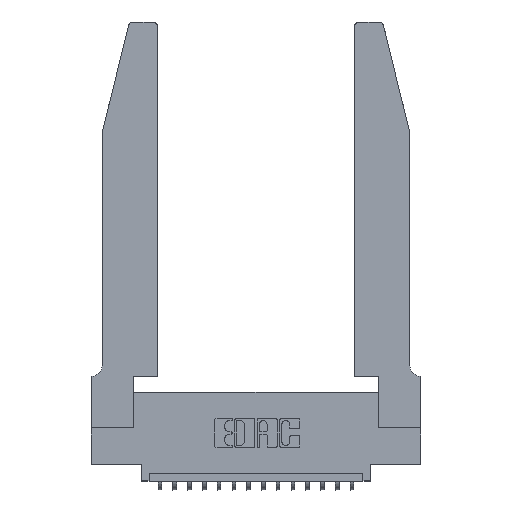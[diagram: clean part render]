
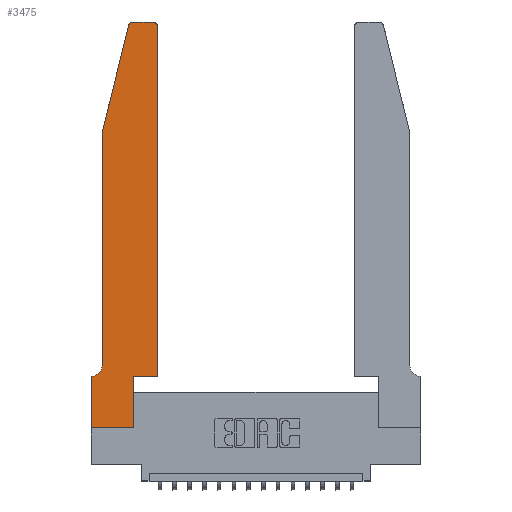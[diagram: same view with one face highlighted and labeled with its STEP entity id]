
A CAD part, top view. The second image highlights one B-rep face of the part: STEP entity #3475.
In plain terms, the highlighted planar face has unit normal (0, 0, 1).
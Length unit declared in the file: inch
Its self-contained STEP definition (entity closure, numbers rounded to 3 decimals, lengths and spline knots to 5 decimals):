
#115 = VERTEX_POINT ( 'NONE', #6793 ) ;
#191 = EDGE_CURVE ( 'NONE', #115, #15087, #15300, .T. ) ;
#307 = PLANE ( 'NONE',  #14133 ) ;
#436 = CARTESIAN_POINT ( 'NONE',  ( 0.4205, 2.72, 0.37 ) ) ;
#517 = ORIENTED_EDGE ( 'NONE', *, *, #191, .T. ) ;
#643 = CARTESIAN_POINT ( 'NONE',  ( 0.0755, 0.35, 0.37 ) ) ;
#805 = EDGE_CURVE ( 'NONE', #15087, #14566, #4135, .T. ) ;
#810 = CARTESIAN_POINT ( 'NONE',  ( 0.0755, 0.42, 0.37 ) ) ;
#1105 = VECTOR ( 'NONE', #7891, 39.37008 ) ;
#1317 = EDGE_CURVE ( 'NONE', #7350, #10872, #2744, .T. ) ;
#1596 = CARTESIAN_POINT ( 'NONE',  ( 0.25487, 2.72718, 0.37 ) ) ;
#1644 = ORIENTED_EDGE ( 'NONE', *, *, #17789, .T. ) ;
#1941 = EDGE_CURVE ( 'NONE', #14566, #18661, #17091, .T. ) ;
#2304 = AXIS2_PLACEMENT_3D ( 'NONE', #13729, #17856, #7888 ) ;
#2501 = CARTESIAN_POINT ( 'NONE',  ( 0.4505, 0.35, 0.37 ) ) ;
#2744 = CIRCLE ( 'NONE', #2304, 0.03 ) ;
#2825 = LINE ( 'NONE', #2501, #5149 ) ;
#2850 = ORIENTED_EDGE ( 'NONE', *, *, #4179, .T. ) ;
#2968 = LINE ( 'NONE', #8979, #1105 ) ;
#3275 = VERTEX_POINT ( 'NONE', #16644 ) ;
#3475 = ADVANCED_FACE ( 'NONE', ( #16781 ), #307, .T. ) ;
#3566 = CARTESIAN_POINT ( 'NONE',  ( 0.4505, 0.35, 0.37 ) ) ;
#4135 = CIRCLE ( 'NONE', #18357, 0.07 ) ;
#4179 = EDGE_CURVE ( 'NONE', #18699, #16018, #14458, .T. ) ;
#4321 = CARTESIAN_POINT ( 'NONE',  ( 0., 0., 0.37 ) ) ;
#4877 = CARTESIAN_POINT ( 'NONE',  ( 0., 0., 0.37 ) ) ;
#5149 = VECTOR ( 'NONE', #14577, 39.37008 ) ;
#5230 = LINE ( 'NONE', #3566, #10108 ) ;
#5252 = EDGE_LOOP ( 'NONE', ( #19179, #8455, #5427, #517, #12365, #18176, #16338, #1644, #2850, #13885, #10672, #14125 ) ) ;
#5427 = ORIENTED_EDGE ( 'NONE', *, *, #10179, .T. ) ;
#5660 = CARTESIAN_POINT ( 'NONE',  ( 0.2865, 0.35, 0.37 ) ) ;
#5703 = LINE ( 'NONE', #4877, #17109 ) ;
#5762 = DIRECTION ( 'NONE',  ( 0., -1., 0. ) ) ;
#5965 = CARTESIAN_POINT ( 'NONE',  ( 0., 0., 0.37 ) ) ;
#6079 = VERTEX_POINT ( 'NONE', #4321 ) ;
#6793 = CARTESIAN_POINT ( 'NONE',  ( 0.0755, 2., 0.37 ) ) ;
#7122 = DIRECTION ( 'NONE',  ( 0., 1., 0. ) ) ;
#7350 = VERTEX_POINT ( 'NONE', #10893 ) ;
#7365 = VECTOR ( 'NONE', #7546, 39.37008 ) ;
#7470 = VERTEX_POINT ( 'NONE', #13815 ) ;
#7513 = DIRECTION ( 'NONE',  ( 0., 0., 1. ) ) ;
#7546 = DIRECTION ( 'NONE',  ( 1., 0., 0. ) ) ;
#7655 = DIRECTION ( 'NONE',  ( 0., 0., 1. ) ) ;
#7718 = EDGE_CURVE ( 'NONE', #10925, #3275, #10134, .T. ) ;
#7768 = EDGE_CURVE ( 'NONE', #7470, #10925, #5230, .T. ) ;
#7784 = DIRECTION ( 'NONE',  ( 1., 0., 0. ) ) ;
#7888 = DIRECTION ( 'NONE',  ( 1., 0., 0. ) ) ;
#7891 = DIRECTION ( 'NONE',  ( -1., 0., 0. ) ) ;
#7910 = DIRECTION ( 'NONE',  ( 0., -1., 0. ) ) ;
#7946 = AXIS2_PLACEMENT_3D ( 'NONE', #436, #7655, #7784 ) ;
#8455 = ORIENTED_EDGE ( 'NONE', *, *, #1317, .T. ) ;
#8604 = CARTESIAN_POINT ( 'NONE',  ( 0.0755, 2., 0.37 ) ) ;
#8979 = CARTESIAN_POINT ( 'NONE',  ( 0.2605, 2.75, 0.37 ) ) ;
#8982 = LINE ( 'NONE', #5965, #7365 ) ;
#9052 = DIRECTION ( 'NONE',  ( -1., 0., 0. ) ) ;
#9162 = EDGE_CURVE ( 'NONE', #18661, #6079, #5703, .T. ) ;
#9361 = LINE ( 'NONE', #8604, #12641 ) ;
#10108 = VECTOR ( 'NONE', #18535, 39.37008 ) ;
#10134 = CIRCLE ( 'NONE', #7946, 0.03 ) ;
#10179 = EDGE_CURVE ( 'NONE', #10872, #115, #9361, .T. ) ;
#10519 = DIRECTION ( 'NONE',  ( 1., 0., 0. ) ) ;
#10672 = ORIENTED_EDGE ( 'NONE', *, *, #7768, .T. ) ;
#10872 = VERTEX_POINT ( 'NONE', #1596 ) ;
#10893 = CARTESIAN_POINT ( 'NONE',  ( 0.284, 2.75, 0.37 ) ) ;
#10900 = DIRECTION ( 'NONE',  ( -1., 0., 0. ) ) ;
#10925 = VERTEX_POINT ( 'NONE', #18094 ) ;
#11249 = CARTESIAN_POINT ( 'NONE',  ( 0.2865, 0., 0.37 ) ) ;
#11664 = CARTESIAN_POINT ( 'NONE',  ( 0.0055, 0.42, 0.37 ) ) ;
#11951 = EDGE_CURVE ( 'NONE', #16018, #7470, #2825, .T. ) ;
#12092 = VECTOR ( 'NONE', #7122, 39.37008 ) ;
#12365 = ORIENTED_EDGE ( 'NONE', *, *, #805, .T. ) ;
#12641 = VECTOR ( 'NONE', #13852, 39.37008 ) ;
#13729 = CARTESIAN_POINT ( 'NONE',  ( 0.284, 2.72, 0.37 ) ) ;
#13815 = CARTESIAN_POINT ( 'NONE',  ( 0.4505, 0.35, 0.37 ) ) ;
#13852 = DIRECTION ( 'NONE',  ( -0.239, -0.971, 0. ) ) ;
#13885 = ORIENTED_EDGE ( 'NONE', *, *, #11951, .T. ) ;
#14125 = ORIENTED_EDGE ( 'NONE', *, *, #7718, .T. ) ;
#14133 = AXIS2_PLACEMENT_3D ( 'NONE', #15094, #7513, #10519 ) ;
#14458 = LINE ( 'NONE', #19123, #12092 ) ;
#14566 = VERTEX_POINT ( 'NONE', #18470 ) ;
#14577 = DIRECTION ( 'NONE',  ( 1., 0., 0. ) ) ;
#14683 = DIRECTION ( 'NONE',  ( 0., 0., -1. ) ) ;
#15087 = VERTEX_POINT ( 'NONE', #810 ) ;
#15094 = CARTESIAN_POINT ( 'NONE',  ( 0., 0.35, 0.37 ) ) ;
#15300 = LINE ( 'NONE', #16109, #15762 ) ;
#15762 = VECTOR ( 'NONE', #5762, 39.37008 ) ;
#16018 = VERTEX_POINT ( 'NONE', #5660 ) ;
#16109 = CARTESIAN_POINT ( 'NONE',  ( 0.0755, 2., 0.37 ) ) ;
#16157 = VECTOR ( 'NONE', #10900, 39.37008 ) ;
#16338 = ORIENTED_EDGE ( 'NONE', *, *, #9162, .T. ) ;
#16644 = CARTESIAN_POINT ( 'NONE',  ( 0.4205, 2.75, 0.37 ) ) ;
#16781 = FACE_OUTER_BOUND ( 'NONE', #5252, .T. ) ;
#17091 = LINE ( 'NONE', #643, #16157 ) ;
#17109 = VECTOR ( 'NONE', #7910, 39.37008 ) ;
#17789 = EDGE_CURVE ( 'NONE', #6079, #18699, #8982, .T. ) ;
#17856 = DIRECTION ( 'NONE',  ( 0., 0., 1. ) ) ;
#17933 = EDGE_CURVE ( 'NONE', #3275, #7350, #2968, .T. ) ;
#18094 = CARTESIAN_POINT ( 'NONE',  ( 0.4505, 2.72, 0.37 ) ) ;
#18176 = ORIENTED_EDGE ( 'NONE', *, *, #1941, .T. ) ;
#18357 = AXIS2_PLACEMENT_3D ( 'NONE', #11664, #14683, #9052 ) ;
#18365 = CARTESIAN_POINT ( 'NONE',  ( 0., 0.35, 0.37 ) ) ;
#18470 = CARTESIAN_POINT ( 'NONE',  ( 0.0055, 0.35, 0.37 ) ) ;
#18535 = DIRECTION ( 'NONE',  ( 0., 1., 0. ) ) ;
#18661 = VERTEX_POINT ( 'NONE', #18365 ) ;
#18699 = VERTEX_POINT ( 'NONE', #11249 ) ;
#19123 = CARTESIAN_POINT ( 'NONE',  ( 0.2865, 0.35, 0.37 ) ) ;
#19179 = ORIENTED_EDGE ( 'NONE', *, *, #17933, .T. ) ;
